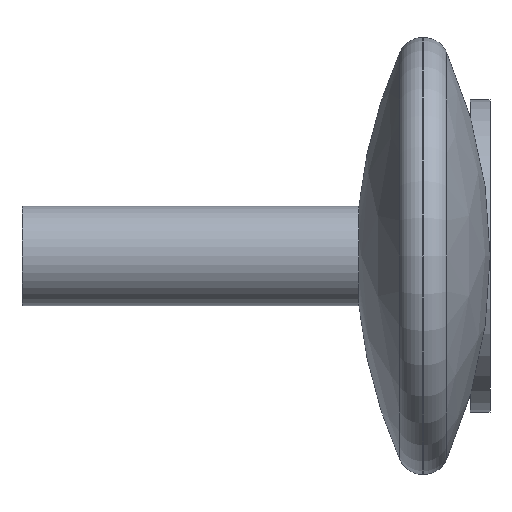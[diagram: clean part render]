
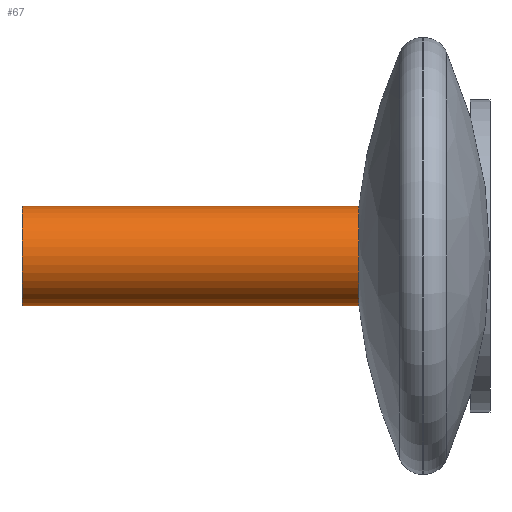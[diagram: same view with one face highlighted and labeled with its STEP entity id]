
A CAD part, left-side view. The second image highlights one B-rep face of the part: STEP entity #67.
In plain terms, the highlighted cylindrical face has radius 4 mm (diameter 8 mm), a partial arc.
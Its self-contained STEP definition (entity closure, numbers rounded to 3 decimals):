
#3 = VECTOR ( 'NONE', #113, 1000. ) ;
#15 = CARTESIAN_POINT ( 'NONE',  ( 0., 0., 4. ) ) ;
#64 = EDGE_LOOP ( 'NONE', ( #128, #437, #976, #660 ) ) ;
#67 = ADVANCED_FACE ( 'NONE', ( #623 ), #574, .T. ) ;
#70 = DIRECTION ( 'NONE',  ( 0., -1., 0. ) ) ;
#113 = DIRECTION ( 'NONE',  ( 0., -1., 0. ) ) ;
#128 = ORIENTED_EDGE ( 'NONE', *, *, #376, .F. ) ;
#155 = CIRCLE ( 'NONE', #438, 4. ) ;
#207 = CARTESIAN_POINT ( 'NONE',  ( 0., 37.5, 0. ) ) ;
#362 = CARTESIAN_POINT ( 'NONE',  ( 0., 37.5, -4. ) ) ;
#376 = EDGE_CURVE ( 'NONE', #1042, #576, #1135, .T. ) ;
#437 = ORIENTED_EDGE ( 'NONE', *, *, #1286, .T. ) ;
#438 = AXIS2_PLACEMENT_3D ( 'NONE', #207, #600, #1014 ) ;
#469 = CARTESIAN_POINT ( 'NONE',  ( 0., 0., -4. ) ) ;
#574 = CYLINDRICAL_SURFACE ( 'NONE', #655, 4. ) ;
#576 = VERTEX_POINT ( 'NONE', #1259 ) ;
#600 = DIRECTION ( 'NONE',  ( 0., -1., 0. ) ) ;
#623 = FACE_OUTER_BOUND ( 'NONE', #64, .T. ) ;
#655 = AXIS2_PLACEMENT_3D ( 'NONE', #865, #869, #682 ) ;
#660 = ORIENTED_EDGE ( 'NONE', *, *, #1079, .F. ) ;
#669 = DIRECTION ( 'NONE',  ( 0., -1., 0. ) ) ;
#682 = DIRECTION ( 'NONE',  ( 0., 0., -1. ) ) ;
#769 = CARTESIAN_POINT ( 'NONE',  ( 0., 37.5, 4. ) ) ;
#785 = LINE ( 'NONE', #469, #813 ) ;
#813 = VECTOR ( 'NONE', #669, 1000. ) ;
#865 = CARTESIAN_POINT ( 'NONE',  ( 0., 0., 0. ) ) ;
#869 = DIRECTION ( 'NONE',  ( 0., -1., 0. ) ) ;
#892 = VERTEX_POINT ( 'NONE', #362 ) ;
#976 = ORIENTED_EDGE ( 'NONE', *, *, #1181, .T. ) ;
#979 = CARTESIAN_POINT ( 'NONE',  ( 0., 10.5, -4. ) ) ;
#1014 = DIRECTION ( 'NONE',  ( 0., 0., -1. ) ) ;
#1042 = VERTEX_POINT ( 'NONE', #769 ) ;
#1079 = EDGE_CURVE ( 'NONE', #576, #1141, #1253, .T. ) ;
#1081 = AXIS2_PLACEMENT_3D ( 'NONE', #1191, #70, #1277 ) ;
#1135 = LINE ( 'NONE', #15, #3 ) ;
#1141 = VERTEX_POINT ( 'NONE', #979 ) ;
#1181 = EDGE_CURVE ( 'NONE', #892, #1141, #785, .T. ) ;
#1191 = CARTESIAN_POINT ( 'NONE',  ( 0., 10.5, 0. ) ) ;
#1253 = CIRCLE ( 'NONE', #1081, 4. ) ;
#1259 = CARTESIAN_POINT ( 'NONE',  ( 0., 10.5, 4. ) ) ;
#1277 = DIRECTION ( 'NONE',  ( 0., 0., -1. ) ) ;
#1286 = EDGE_CURVE ( 'NONE', #1042, #892, #155, .T. ) ;
